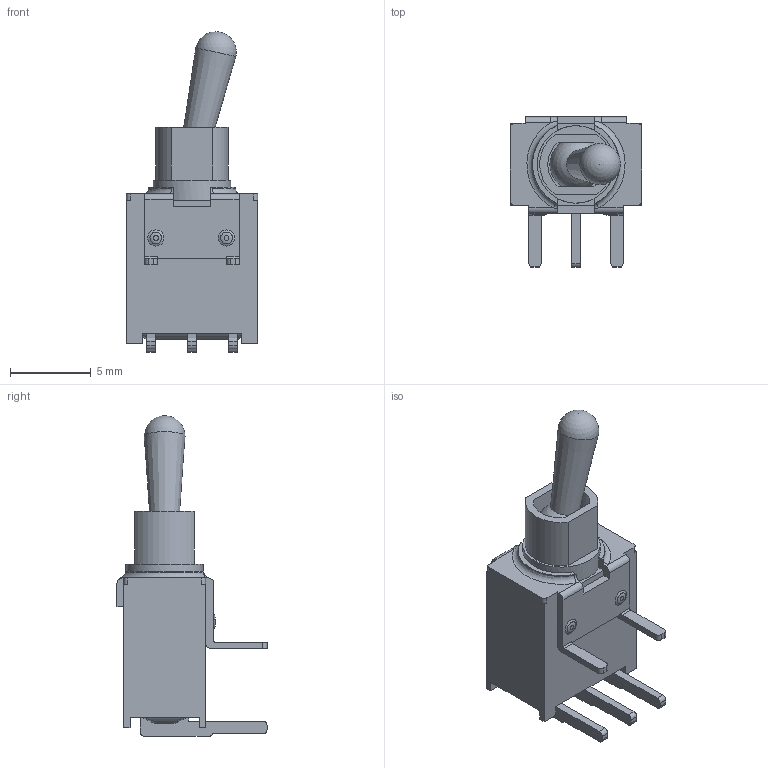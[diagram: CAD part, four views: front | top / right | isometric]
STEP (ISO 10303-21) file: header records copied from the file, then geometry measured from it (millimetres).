
FILE_DESCRIPTION((' '),'2;1');
FILE_NAME('200AWMSPxT2A1M6xE.stp','2017-07-31T15:58:24',(' '),(' '),' ','ACIS',' ');
FILE_SCHEMA(('CONFIG_CONTROL_DESIGN'));
Length unit declared in the file: inch
Products named in the file (1): 200AWMSPxT2A1M6xE.stp
Bounding box: 8.13 x 9.3 x 19.88 mm (x, y, z)
Volume: 466.7 mm3; surface area: 565.7 mm2
Topology: 1 solids, 1 shells, 146 faces, 405 edges, 266 vertices
Faces by surface type: plane 88, cylinder 41, bspline 10, cone 3, torus 2, sphere 2
Full cylindrical faces by diameter (mm): 4.8 x1
Entity records: 5162 total; most frequent: CARTESIAN_POINT 1358, ORIENTED_EDGE 786, DIRECTION 741, EDGE_CURVE 393, VERTEX_POINT 262, VECTOR 259, LINE 259, AXIS2_PLACEMENT_3D 241
